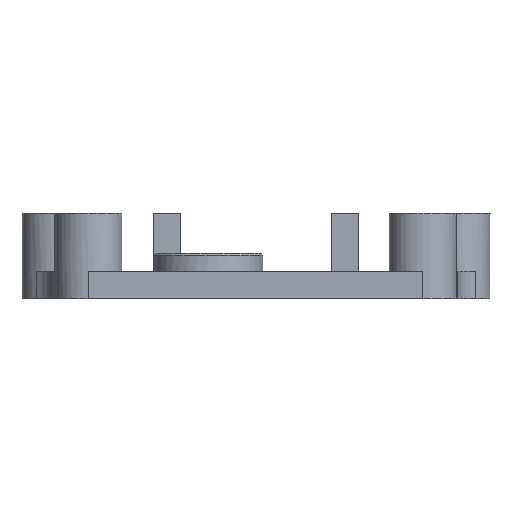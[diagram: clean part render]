
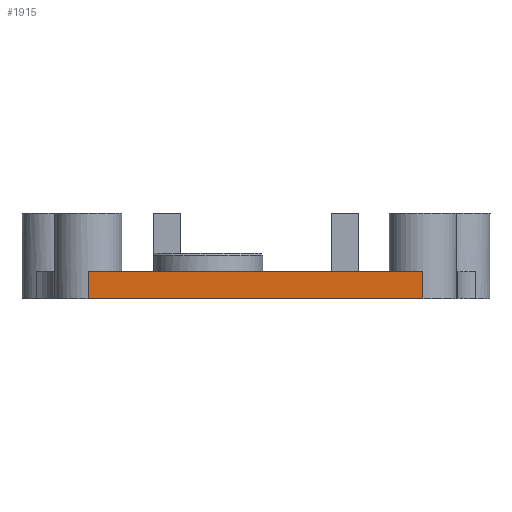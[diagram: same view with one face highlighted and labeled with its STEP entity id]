
A CAD part, front view. The second image highlights one B-rep face of the part: STEP entity #1915.
In plain terms, the highlighted planar face has unit normal (0, -1, 0).
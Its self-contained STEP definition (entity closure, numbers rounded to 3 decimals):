
#126=PLANE('',#2134);
#220=FACE_OUTER_BOUND('',#326,.T.);
#326=EDGE_LOOP('',(#1726,#1727,#1728,#1729));
#357=LINE('',#2805,#526);
#401=LINE('',#2931,#570);
#475=LINE('',#3184,#644);
#506=LINE('',#3277,#675);
#526=VECTOR('',#2222,10.);
#570=VECTOR('',#2342,10.);
#644=VECTOR('',#2608,10.);
#675=VECTOR('',#2709,10.);
#821=VERTEX_POINT('',#2802);
#822=VERTEX_POINT('',#2804);
#865=VERTEX_POINT('',#2928);
#866=VERTEX_POINT('',#2930);
#1017=EDGE_CURVE('',#821,#822,#357,.T.);
#1078=EDGE_CURVE('',#866,#865,#401,.T.);
#1208=EDGE_CURVE('',#822,#865,#475,.T.);
#1254=EDGE_CURVE('',#866,#821,#506,.T.);
#1726=ORIENTED_EDGE('',*,*,#1254,.F.);
#1727=ORIENTED_EDGE('',*,*,#1078,.T.);
#1728=ORIENTED_EDGE('',*,*,#1208,.F.);
#1729=ORIENTED_EDGE('',*,*,#1017,.F.);
#1915=ADVANCED_FACE('',(#220),#126,.T.);
#2134=AXIS2_PLACEMENT_3D('',#3276,#2707,#2708);
#2222=DIRECTION('',(0.,0.,1.));
#2342=DIRECTION('',(0.,0.,1.));
#2608=DIRECTION('',(1.,0.,0.));
#2707=DIRECTION('center_axis',(0.,-1.,0.));
#2708=DIRECTION('ref_axis',(1.,0.,0.));
#2709=DIRECTION('',(-1.,0.,0.));
#2802=CARTESIAN_POINT('',(-14.052,-16.391,-4.8));
#2804=CARTESIAN_POINT('',(-14.052,-16.391,-1.8));
#2805=CARTESIAN_POINT('',(-14.052,-16.391,-4.8));
#2928=CARTESIAN_POINT('',(22.652,-16.391,-1.8));
#2930=CARTESIAN_POINT('',(22.652,-16.391,-4.8));
#2931=CARTESIAN_POINT('',(22.652,-16.391,-4.8));
#3184=CARTESIAN_POINT('',(22.652,-16.391,-1.8));
#3276=CARTESIAN_POINT('Origin',(-14.052,-16.391,-4.8));
#3277=CARTESIAN_POINT('',(22.652,-16.391,-4.8));
